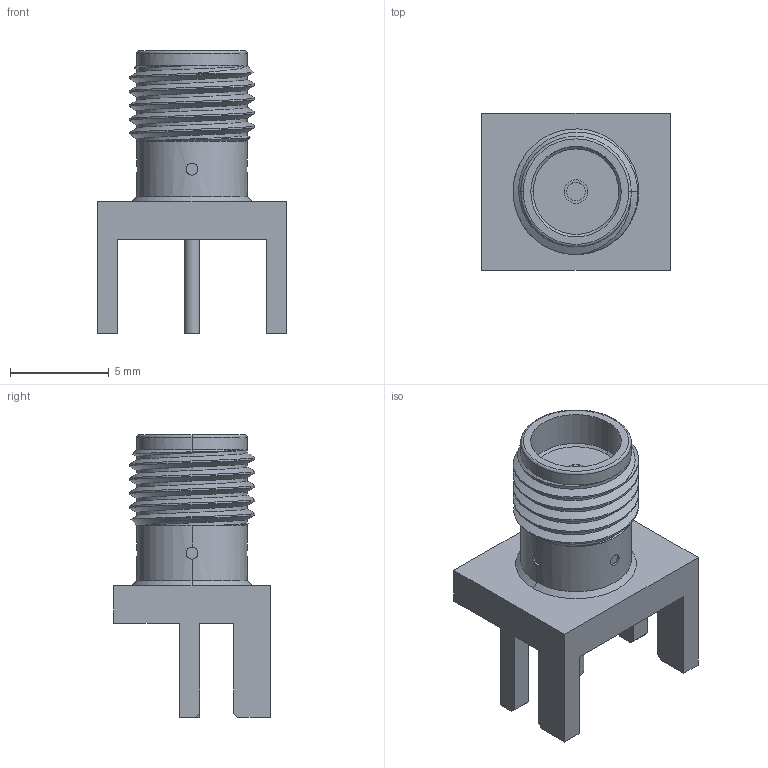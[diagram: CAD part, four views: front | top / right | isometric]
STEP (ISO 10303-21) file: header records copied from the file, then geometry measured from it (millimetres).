
FILE_DESCRIPTION (( 'STEP AP214' ), '1' );
FILE_NAME ('FMCN1142_3D.step', '2022-12-07T22:24:33', ( '' ), ( '' ), 'SwSTEP 2.0', 'SolidWorks 2022', '' );
FILE_SCHEMA (( 'AUTOMOTIVE_DESIGN' ));
Length unit declared in the file: inch
Products named in the file (1): FMCN1142_3D
Bounding box: 9.53 x 7.92 x 14.27 mm (x, y, z)
Volume: 335.6 mm3; surface area: 538.2 mm2
Topology: 1 solids, 1 shells, 84 faces, 206 edges, 133 vertices
Faces by surface type: plane 35, cylinder 34, cone 10, bspline 3, torus 2
Entity records: 3636 total; most frequent: CARTESIAN_POINT 1674, ORIENTED_EDGE 412, DIRECTION 367, EDGE_CURVE 206, VERTEX_POINT 133, AXIS2_PLACEMENT_3D 129, LINE 109, VECTOR 109
